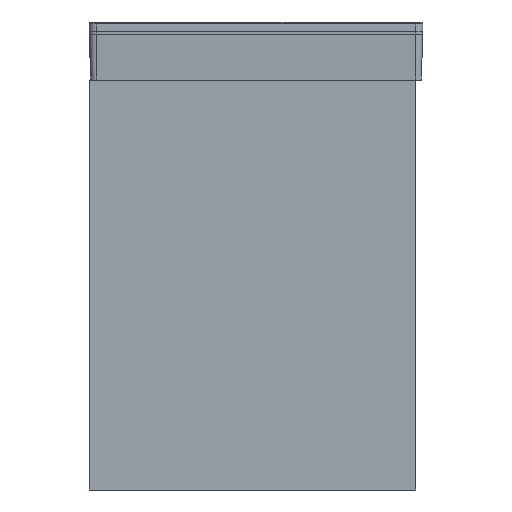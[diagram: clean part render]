
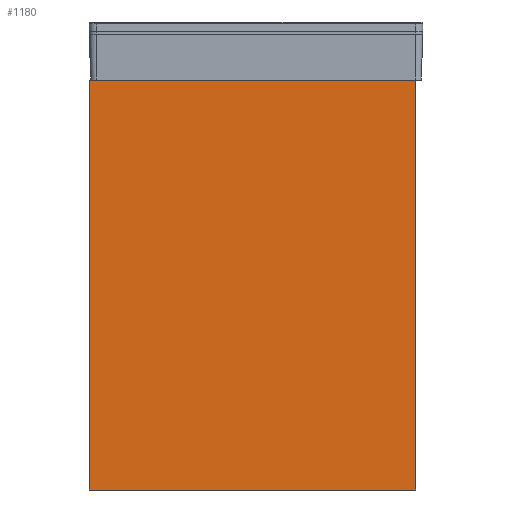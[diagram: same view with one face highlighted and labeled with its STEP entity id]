
A CAD part, left-side view. The second image highlights one B-rep face of the part: STEP entity #1180.
In plain terms, the highlighted planar face has unit normal (-1, 0, 0).
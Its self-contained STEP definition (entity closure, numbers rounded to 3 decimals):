
#1180=ADVANCED_FACE('',(#1509),#13175,.T.);
#1509=FACE_OUTER_BOUND('',#1847,.T.);
#1847=EDGE_LOOP('',(#2512,#2513,#2514,#2515));
#2512=ORIENTED_EDGE('',*,*,#6559,.F.);
#2513=ORIENTED_EDGE('',*,*,#6560,.F.);
#2514=ORIENTED_EDGE('',*,*,#6556,.F.);
#2515=ORIENTED_EDGE('',*,*,#6558,.F.);
#6556=EDGE_CURVE('',#11223,#11224,#8897,.T.);
#6558=EDGE_CURVE('',#11225,#11223,#8899,.T.);
#6559=EDGE_CURVE('',#11226,#11225,#8900,.T.);
#6560=EDGE_CURVE('',#11224,#11226,#8901,.T.);
#8897=B_SPLINE_CURVE_WITH_KNOTS('',1,(#15274,#15275),.UNSPECIFIED.,.F.,
 .F.,(2,2),(0.,450.),.UNSPECIFIED.);
#8899=B_SPLINE_CURVE_WITH_KNOTS('',1,(#15278,#15279),.UNSPECIFIED.,.F.,
 .F.,(2,2),(-565.,0.),.UNSPECIFIED.);
#8900=B_SPLINE_CURVE_WITH_KNOTS('',1,(#15280,#15281),.UNSPECIFIED.,.F.,
 .F.,(2,2),(-450.,0.),.UNSPECIFIED.);
#8901=B_SPLINE_CURVE_WITH_KNOTS('',1,(#15282,#15283),.UNSPECIFIED.,.F.,
 .F.,(2,2),(-565.,0.),.UNSPECIFIED.);
#11223=VERTEX_POINT('',#15260);
#11224=VERTEX_POINT('',#15261);
#11225=VERTEX_POINT('',#15262);
#11226=VERTEX_POINT('',#15263);
#13175=PLANE('',#13781);
#13781=AXIS2_PLACEMENT_3D('',#15252,#14029,$);
#14029=DIRECTION('',(-1.,0.,0.));
#15252=CARTESIAN_POINT('',(-390.5,-339.,-45.));
#15260=CARTESIAN_POINT('',(-390.5,282.5,0.));
#15261=CARTESIAN_POINT('',(-390.5,282.5,450.));
#15262=CARTESIAN_POINT('',(-390.5,-282.5,0.));
#15263=CARTESIAN_POINT('',(-390.5,-282.5,450.));
#15274=CARTESIAN_POINT('',(-390.5,282.5,0.));
#15275=CARTESIAN_POINT('',(-390.5,282.5,450.));
#15278=CARTESIAN_POINT('',(-390.5,-282.5,0.));
#15279=CARTESIAN_POINT('',(-390.5,282.5,0.));
#15280=CARTESIAN_POINT('',(-390.5,-282.5,450.));
#15281=CARTESIAN_POINT('',(-390.5,-282.5,0.));
#15282=CARTESIAN_POINT('',(-390.5,282.5,450.));
#15283=CARTESIAN_POINT('',(-390.5,-282.5,450.));
